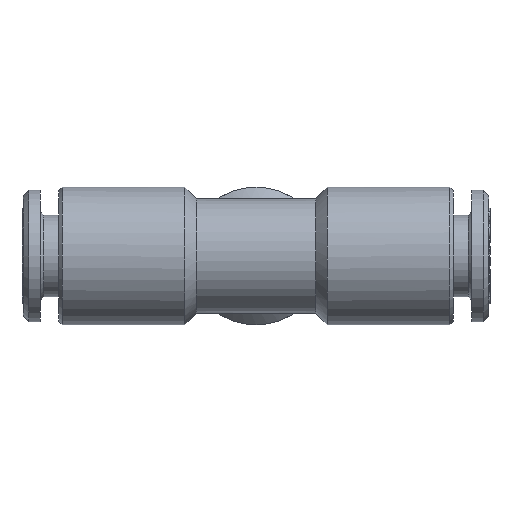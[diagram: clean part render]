
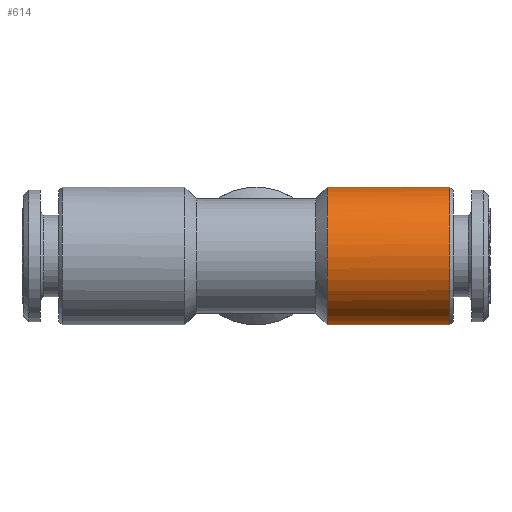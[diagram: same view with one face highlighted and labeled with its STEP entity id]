
A CAD part, front view. The second image highlights one B-rep face of the part: STEP entity #614.
In plain terms, the highlighted cylindrical face has radius 6 mm (diameter 12 mm), a full revolution.
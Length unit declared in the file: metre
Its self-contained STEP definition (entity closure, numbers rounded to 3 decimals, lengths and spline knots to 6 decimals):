
#614 = ADVANCED_FACE( 'NONE', ( #1755, #1756 ), #1757, .T. );
#1755 = FACE_OUTER_BOUND( '', #3737, .T. );
#1756 = FACE_OUTER_BOUND( '', #3738, .T. );
#1757 = CYLINDRICAL_SURFACE( '', #3739, 0.006 );
#3737 = EDGE_LOOP( '', ( #10814, #10815, #10816, #10817 ) );
#3738 = EDGE_LOOP( '', ( #10818 ) );
#3739 = AXIS2_PLACEMENT_3D( '', #10819, #10820, #10821 );
#10814 = ORIENTED_EDGE( '', *, *, #15208, .F. );
#10815 = ORIENTED_EDGE( '', *, *, #15209, .T. );
#10816 = ORIENTED_EDGE( '', *, *, #15210, .F. );
#10817 = ORIENTED_EDGE( '', *, *, #15211, .F. );
#10818 = ORIENTED_EDGE( '', *, *, #15212, .T. );
#10819 = CARTESIAN_POINT( '', ( -0.00345, -0.0176, 0. ) );
#10820 = DIRECTION( '', ( 1., 0., 0. ) );
#10821 = DIRECTION( '', ( 0., 0., -1. ) );
#15208 = EDGE_CURVE( 'NONE', #17220, #17221, #17222, .T. );
#15209 = EDGE_CURVE( 'NONE', #17220, #17223, #17224, .T. );
#15210 = EDGE_CURVE( 'NONE', #17225, #17223, #17226, .T. );
#15211 = EDGE_CURVE( 'NONE', #17221, #17225, #17227, .T. );
#15212 = EDGE_CURVE( 'NONE', #17228, #17228, #17229, .T. );
#17220 = VERTEX_POINT( 'NONE', #20487 );
#17221 = VERTEX_POINT( 'NONE', #20488 );
#17222 = CIRCLE( '', #20489, 0.006 );
#17223 = VERTEX_POINT( 'NONE', #20490 );
#17224 = ( BOUNDED_CURVE(  )B_SPLINE_CURVE( 3, ( #20493, #20494, #20495, #20496 ), .UNSPECIFIED., .F., .F. )B_SPLINE_CURVE_WITH_KNOTS( ( 4, 4 ), ( 1.777815, 1.823539 ), .UNSPECIFIED. )CURVE(  )GEOMETRIC_REPRESENTATION_ITEM(  )RATIONAL_B_SPLINE_CURVE( ( 1., 1., 1., 1. ) )REPRESENTATION_ITEM( '' ) );
#17225 = VERTEX_POINT( 'NONE', #20502 );
#17226 = B_SPLINE_CURVE_WITH_KNOTS( '', 3, ( #20503, #20504, #20505, #20506, #20507, #20508, #20509, #20510, #20511, #20512, #20513, #20514 ), .UNSPECIFIED., .F., .F., ( 4, 1, 1, 1, 1, 1, 1, 1, 1, 4 ), ( 0., 0.083155, 0.166124, 0.249294, 0.373782, 0.499213, 0.624822, 0.750182, 0.875411, 1. ), .UNSPECIFIED. );
#17227 = ( BOUNDED_CURVE(  )B_SPLINE_CURVE( 3, ( #20517, #20518, #20519, #20520 ), .UNSPECIFIED., .F., .F. )B_SPLINE_CURVE_WITH_KNOTS( ( 4, 4 ), ( 1.777815, 1.823539 ), .UNSPECIFIED. )CURVE(  )GEOMETRIC_REPRESENTATION_ITEM(  )RATIONAL_B_SPLINE_CURVE( ( 1., 1., 1., 1. ) )REPRESENTATION_ITEM( '' ) );
#17228 = VERTEX_POINT( '', #20526 );
#17229 = CIRCLE( '', #20527, 0.006 );
#20487 = CARTESIAN_POINT( '', ( 0.0062, -0.011728, -0.001233 ) );
#20488 = CARTESIAN_POINT( '', ( 0.0062, -0.011728, 0.001233 ) );
#20489 = AXIS2_PLACEMENT_3D( '', #29443, #29444, #29445 );
#20490 = CARTESIAN_POINT( '', ( 0.007543, -0.011791, -0.0015 ) );
#20493 = CARTESIAN_POINT( '', ( 0.0062, -0.011728, -0.001233 ) );
#20494 = CARTESIAN_POINT( '', ( 0.00665, -0.011747, -0.001323 ) );
#20495 = CARTESIAN_POINT( '', ( 0.007098, -0.011768, -0.001412 ) );
#20496 = CARTESIAN_POINT( '', ( 0.007543, -0.011791, -0.0015 ) );
#20502 = CARTESIAN_POINT( '', ( 0.007543, -0.011791, 0.0015 ) );
#20503 = CARTESIAN_POINT( '', ( 0.007543, -0.011791, 0.0015 ) );
#20504 = CARTESIAN_POINT( '', ( 0.007538, -0.011771, 0.001419 ) );
#20505 = CARTESIAN_POINT( '', ( 0.007528, -0.011731, 0.001256 ) );
#20506 = CARTESIAN_POINT( '', ( 0.007517, -0.011683, 0.001008 ) );
#20507 = CARTESIAN_POINT( '', ( 0.007508, -0.01164, 0.000718 ) );
#20508 = CARTESIAN_POINT( '', ( 0.007501, -0.011608, 0.000382 ) );
#20509 = CARTESIAN_POINT( '', ( 0.007499, -0.011596, 0.000002 ) );
#20510 = CARTESIAN_POINT( '', ( 0.007501, -0.011608, -0.000379 ) );
#20511 = CARTESIAN_POINT( '', ( 0.007509, -0.011644, -0.000757 ) );
#20512 = CARTESIAN_POINT( '', ( 0.007522, -0.011703, -0.001133 ) );
#20513 = CARTESIAN_POINT( '', ( 0.007536, -0.011761, -0.001378 ) );
#20514 = CARTESIAN_POINT( '', ( 0.007543, -0.011791, -0.0015 ) );
#20517 = CARTESIAN_POINT( '', ( 0.0062, -0.011728, 0.001233 ) );
#20518 = CARTESIAN_POINT( '', ( 0.00665, -0.011747, 0.001323 ) );
#20519 = CARTESIAN_POINT( '', ( 0.007098, -0.011768, 0.001412 ) );
#20520 = CARTESIAN_POINT( '', ( 0.007543, -0.011791, 0.0015 ) );
#20526 = CARTESIAN_POINT( '', ( 0.0169, -0.0176, -0.006 ) );
#20527 = AXIS2_PLACEMENT_3D( '', #29446, #29447, #29448 );
#29443 = CARTESIAN_POINT( '', ( 0.0062, -0.0176, 0. ) );
#29444 = DIRECTION( '', ( -1., 0., 0. ) );
#29445 = DIRECTION( '', ( 0., 0., -1. ) );
#29446 = CARTESIAN_POINT( '', ( 0.0169, -0.0176, 0. ) );
#29447 = DIRECTION( '', ( -1., 0., 0. ) );
#29448 = DIRECTION( '', ( 0., 0., -1. ) );
